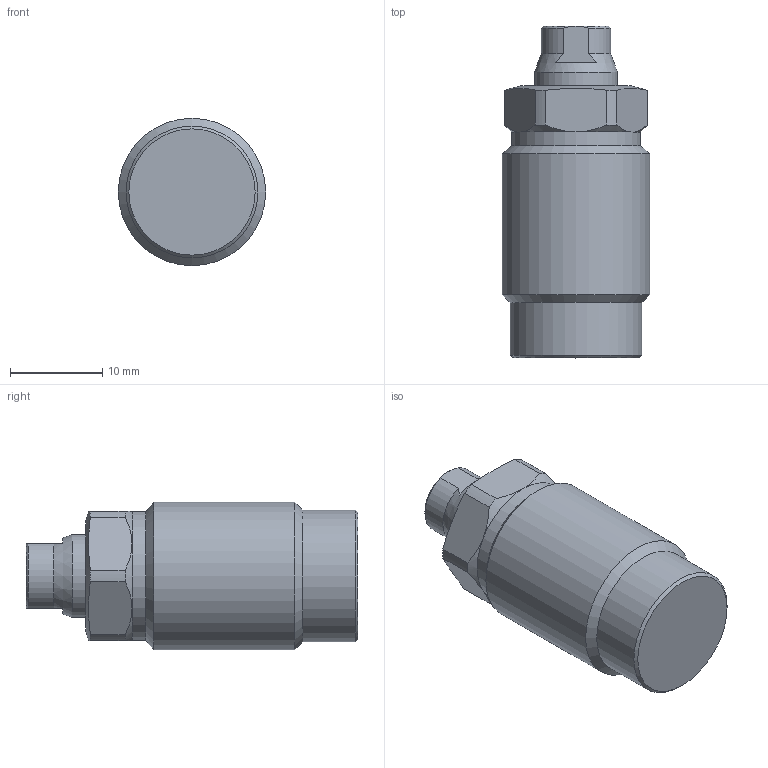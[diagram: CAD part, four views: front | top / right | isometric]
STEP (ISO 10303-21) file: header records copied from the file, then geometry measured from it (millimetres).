
FILE_DESCRIPTION(/* description */ ('Unknown'),/* implementation_level */ '2;1');
FILE_NAME(/* name */ 'SP16-6',/* time_stamp */ '2023-06-01T09:34:47+05:00',/* author */ ('Unknown'),/* organization */ ('Unknown'),/* preprocessor_version */ 'ST-DEVELOPER v16.7',/* originating_system */ 'DEX',/* authorisation */ $);
FILE_SCHEMA (('AUTOMOTIVE_DESIGN {1 0 10303 214 3 1 1}'));
Length unit declared in the file: millimetre
Products named in the file (3): SP16-6; M16-BODY_1; M16-PISTON_1
Assembly tree (2 placements, depth 2):
  SP16-6
    M16-BODY_1
    M16-PISTON_1
Bounding box: 16 x 36 x 16 mm (x, y, z)
Volume: 5610.6 mm3; surface area: 2486.7 mm2
Topology: 2 solids, 2 shells, 46 faces, 108 edges, 68 vertices
Faces by surface type: plane 16, cone 15, cylinder 15
Full cylindrical faces by diameter (mm): 4.2 x1, 5.5 x1, 9 x2, 14 x1, 14.3 x1, 16 x1
Entity records: 1285 total; most frequent: CARTESIAN_POINT 281, DIRECTION 200, ORIENTED_EDGE 172, AXIS2_PLACEMENT_3D 91, EDGE_CURVE 86, EDGE_LOOP 62, FACE_BOUND 62, VERTEX_POINT 60
